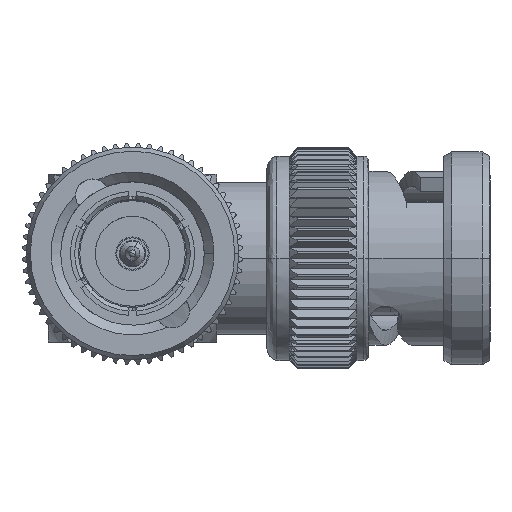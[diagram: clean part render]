
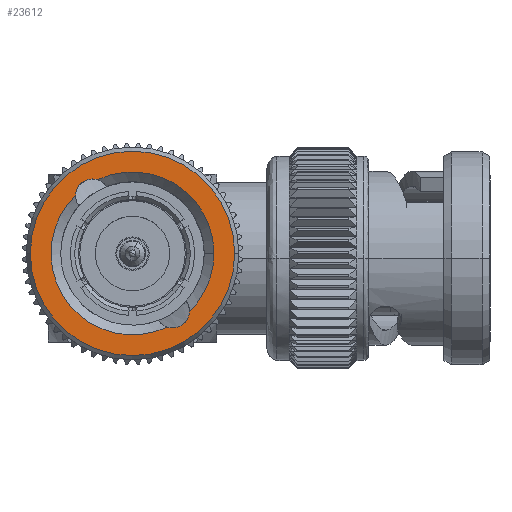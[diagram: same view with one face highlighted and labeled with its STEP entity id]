
A CAD part, top view. The second image highlights one B-rep face of the part: STEP entity #23612.
In plain terms, the highlighted face is planar.
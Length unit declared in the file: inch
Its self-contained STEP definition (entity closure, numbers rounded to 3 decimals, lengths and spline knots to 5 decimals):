
#844 = ORIENTED_EDGE ( 'NONE', *, *, #26248, .T. ) ;
#1588 = EDGE_CURVE ( 'NONE', #6085, #11112, #19617, .T. ) ;
#2178 = VERTEX_POINT ( 'NONE', #26114 ) ;
#2977 = AXIS2_PLACEMENT_3D ( 'NONE', #31627, #34771, #20012 ) ;
#3360 = FACE_OUTER_BOUND ( 'NONE', #14629, .T. ) ;
#5240 = DIRECTION ( 'NONE',  ( 0., 0., 1. ) ) ;
#6085 = VERTEX_POINT ( 'NONE', #22252 ) ;
#6117 = CARTESIAN_POINT ( 'NONE',  ( 0.33873, 0., 0. ) ) ;
#7585 = ORIENTED_EDGE ( 'NONE', *, *, #28461, .T. ) ;
#8056 = AXIS2_PLACEMENT_3D ( 'NONE', #21141, #32656, #9955 ) ;
#8092 = ORIENTED_EDGE ( 'NONE', *, *, #30978, .T. ) ;
#9955 = DIRECTION ( 'NONE',  ( 0., 0., -1. ) ) ;
#10090 = AXIS2_PLACEMENT_3D ( 'NONE', #16541, #25161, #5240 ) ;
#10512 = FACE_BOUND ( 'NONE', #11963, .T. ) ;
#10591 = AXIS2_PLACEMENT_3D ( 'NONE', #33608, #36700, #31062 ) ;
#11112 = VERTEX_POINT ( 'NONE', #28486 ) ;
#11907 = CIRCLE ( 'NONE', #10090, 0.04347 ) ;
#11946 = DIRECTION ( 'NONE',  ( 0., 0., -1. ) ) ;
#11963 = EDGE_LOOP ( 'NONE', ( #8092, #7585, #24571, #844, #15205 ) ) ;
#12121 = EDGE_CURVE ( 'NONE', #11112, #6085, #19486, .T. ) ;
#12332 = ORIENTED_EDGE ( 'NONE', *, *, #1588, .T. ) ;
#12354 = AXIS2_PLACEMENT_3D ( 'NONE', #32113, #26467, #11946 ) ;
#13534 = EDGE_CURVE ( 'NONE', #2178, #26402, #19849, .T. ) ;
#14629 = EDGE_LOOP ( 'NONE', ( #37140, #12332 ) ) ;
#15205 = ORIENTED_EDGE ( 'NONE', *, *, #13534, .F. ) ;
#15582 = CARTESIAN_POINT ( 'NONE',  ( 0.33873, 0.15012, -0.14677 ) ) ;
#15907 = VERTEX_POINT ( 'NONE', #20653 ) ;
#16541 = CARTESIAN_POINT ( 'NONE',  ( 0.33873, -0.1484, 0.10333 ) ) ;
#17679 = VERTEX_POINT ( 'NONE', #35217 ) ;
#17950 = CIRCLE ( 'NONE', #8056, 0.20994 ) ;
#19063 = DIRECTION ( 'NONE',  ( -1., 0., 0. ) ) ;
#19441 = DIRECTION ( 'NONE',  ( 0., 0., 1. ) ) ;
#19486 = CIRCLE ( 'NONE', #26511, 0.26339 ) ;
#19617 = CIRCLE ( 'NONE', #33737, 0.26339 ) ;
#19849 = CIRCLE ( 'NONE', #2977, 0.04347 ) ;
#20012 = DIRECTION ( 'NONE',  ( 0., 0., -1. ) ) ;
#20653 = CARTESIAN_POINT ( 'NONE',  ( 0.33873, -0.18974, 0.08987 ) ) ;
#21141 = CARTESIAN_POINT ( 'NONE',  ( 0.33873, 0., 0. ) ) ;
#21598 = CIRCLE ( 'NONE', #12354, 0.20994 ) ;
#22252 = CARTESIAN_POINT ( 'NONE',  ( 0.33873, 0., 0.26339 ) ) ;
#22433 = PLANE ( 'NONE',  #10591 ) ;
#22656 = EDGE_CURVE ( 'NONE', #15907, #28562, #11907, .T. ) ;
#22768 = AXIS2_PLACEMENT_3D ( 'NONE', #34149, #31375, #34520 ) ;
#23557 = DIRECTION ( 'NONE',  ( -1., 0., 0. ) ) ;
#23612 = ADVANCED_FACE ( 'NONE', ( #10512, #3360 ), #22433, .F. ) ;
#24522 = CIRCLE ( 'NONE', #22768, 0.20994 ) ;
#24571 = ORIENTED_EDGE ( 'NONE', *, *, #22656, .F. ) ;
#24612 = CARTESIAN_POINT ( 'NONE',  ( 0.33873, -0.15012, 0.14677 ) ) ;
#25161 = DIRECTION ( 'NONE',  ( -1., 0., 0. ) ) ;
#26114 = CARTESIAN_POINT ( 'NONE',  ( 0.33873, 0.18974, -0.08987 ) ) ;
#26248 = EDGE_CURVE ( 'NONE', #15907, #26402, #21598, .T. ) ;
#26402 = VERTEX_POINT ( 'NONE', #15582 ) ;
#26467 = DIRECTION ( 'NONE',  ( 1., 0., 0. ) ) ;
#26511 = AXIS2_PLACEMENT_3D ( 'NONE', #36568, #19063, #19441 ) ;
#28461 = EDGE_CURVE ( 'NONE', #17679, #28562, #17950, .T. ) ;
#28486 = CARTESIAN_POINT ( 'NONE',  ( 0.33873, 0., -0.26339 ) ) ;
#28562 = VERTEX_POINT ( 'NONE', #24612 ) ;
#29286 = DIRECTION ( 'NONE',  ( 0., 0., 1. ) ) ;
#30978 = EDGE_CURVE ( 'NONE', #2178, #17679, #24522, .T. ) ;
#31062 = DIRECTION ( 'NONE',  ( 0., 0., -1. ) ) ;
#31375 = DIRECTION ( 'NONE',  ( 1., 0., 0. ) ) ;
#31627 = CARTESIAN_POINT ( 'NONE',  ( 0.33873, 0.1484, -0.10333 ) ) ;
#32113 = CARTESIAN_POINT ( 'NONE',  ( 0.33873, 0., 0. ) ) ;
#32656 = DIRECTION ( 'NONE',  ( 1., 0., 0. ) ) ;
#33608 = CARTESIAN_POINT ( 'NONE',  ( 0.33873, 0., -0.26339 ) ) ;
#33737 = AXIS2_PLACEMENT_3D ( 'NONE', #6117, #23557, #29286 ) ;
#34149 = CARTESIAN_POINT ( 'NONE',  ( 0.33873, 0., 0. ) ) ;
#34520 = DIRECTION ( 'NONE',  ( 0., 0., -1. ) ) ;
#34771 = DIRECTION ( 'NONE',  ( -1., 0., 0. ) ) ;
#35217 = CARTESIAN_POINT ( 'NONE',  ( 0.33873, 0., 0.20994 ) ) ;
#36568 = CARTESIAN_POINT ( 'NONE',  ( 0.33873, 0., 0. ) ) ;
#36700 = DIRECTION ( 'NONE',  ( 1., 0., 0. ) ) ;
#37140 = ORIENTED_EDGE ( 'NONE', *, *, #12121, .T. ) ;
